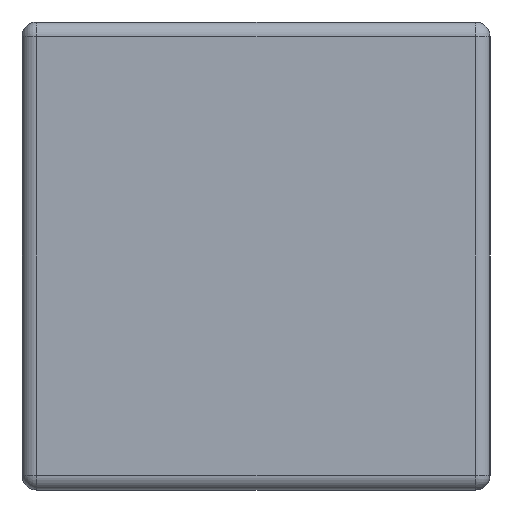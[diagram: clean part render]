
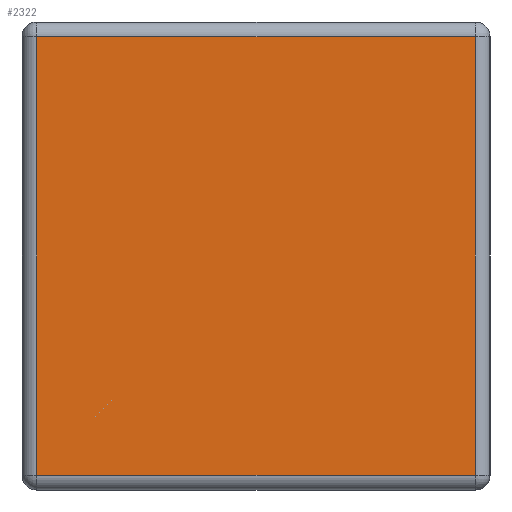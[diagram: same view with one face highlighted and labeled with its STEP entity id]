
A CAD part, left-side view. The second image highlights one B-rep face of the part: STEP entity #2322.
In plain terms, the highlighted planar face has unit normal (-1, 0, 0).
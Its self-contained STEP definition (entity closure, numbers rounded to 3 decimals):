
#27 = CARTESIAN_POINT ( 'NONE',  ( -1.6, 0.05, -0.8 ) ) ;
#183 = DIRECTION ( 'NONE',  ( 0., -1., 0. ) ) ;
#290 = ORIENTED_EDGE ( 'NONE', *, *, #906, .T. ) ;
#338 = EDGE_CURVE ( 'NONE', #972, #1588, #1363, .T. ) ;
#351 = CARTESIAN_POINT ( 'NONE',  ( -1.6, 1.55, 0.75 ) ) ;
#393 = LINE ( 'NONE', #2525, #1834 ) ;
#465 = EDGE_CURVE ( 'NONE', #1216, #2527, #2983, .T. ) ;
#469 = DIRECTION ( 'NONE',  ( 1., 0., 0. ) ) ;
#471 = CARTESIAN_POINT ( 'NONE',  ( -1.6, 0.05, 0.75 ) ) ;
#556 = EDGE_LOOP ( 'NONE', ( #2695, #290, #1296, #1269 ) ) ;
#906 = EDGE_CURVE ( 'NONE', #1588, #1216, #943, .T. ) ;
#943 = LINE ( 'NONE', #27, #2174 ) ;
#967 = DIRECTION ( 'NONE',  ( 0., 0., 1. ) ) ;
#972 = VERTEX_POINT ( 'NONE', #1194 ) ;
#974 = VECTOR ( 'NONE', #1989, 1000. ) ;
#1086 = PLANE ( 'NONE',  #2189 ) ;
#1096 = DIRECTION ( 'NONE',  ( 0., 0., -1. ) ) ;
#1180 = DIRECTION ( 'NONE',  ( 0., 0., -1. ) ) ;
#1194 = CARTESIAN_POINT ( 'NONE',  ( -1.6, 1.55, -0.75 ) ) ;
#1216 = VERTEX_POINT ( 'NONE', #471 ) ;
#1269 = ORIENTED_EDGE ( 'NONE', *, *, #1662, .T. ) ;
#1296 = ORIENTED_EDGE ( 'NONE', *, *, #465, .T. ) ;
#1363 = LINE ( 'NONE', #2319, #2640 ) ;
#1588 = VERTEX_POINT ( 'NONE', #2194 ) ;
#1662 = EDGE_CURVE ( 'NONE', #2527, #972, #393, .T. ) ;
#1834 = VECTOR ( 'NONE', #1096, 1000. ) ;
#1989 = DIRECTION ( 'NONE',  ( 0., 1., 0. ) ) ;
#2120 = CARTESIAN_POINT ( 'NONE',  ( -1.6, 3.439, -0.8 ) ) ;
#2174 = VECTOR ( 'NONE', #967, 1000. ) ;
#2189 = AXIS2_PLACEMENT_3D ( 'NONE', #2120, #469, #1180 ) ;
#2194 = CARTESIAN_POINT ( 'NONE',  ( -1.6, 0.05, -0.75 ) ) ;
#2319 = CARTESIAN_POINT ( 'NONE',  ( -1.6, 3.439, -0.75 ) ) ;
#2322 = ADVANCED_FACE ( 'NONE', ( #2605 ), #1086, .F. ) ;
#2525 = CARTESIAN_POINT ( 'NONE',  ( -1.6, 1.55, -0.8 ) ) ;
#2527 = VERTEX_POINT ( 'NONE', #351 ) ;
#2605 = FACE_OUTER_BOUND ( 'NONE', #556, .T. ) ;
#2640 = VECTOR ( 'NONE', #183, 1000. ) ;
#2695 = ORIENTED_EDGE ( 'NONE', *, *, #338, .T. ) ;
#2966 = CARTESIAN_POINT ( 'NONE',  ( -1.6, 3.439, 0.75 ) ) ;
#2983 = LINE ( 'NONE', #2966, #974 ) ;
